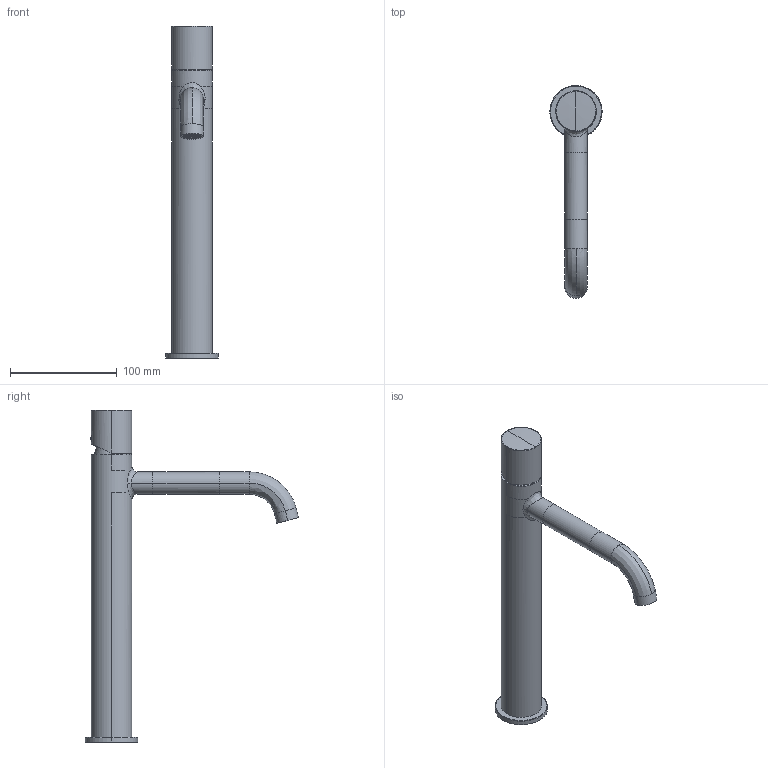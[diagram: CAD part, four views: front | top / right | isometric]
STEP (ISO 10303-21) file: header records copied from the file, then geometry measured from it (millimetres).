
FILE_DESCRIPTION(/* description */ (''),/* implementation_level */ '2;1');
FILE_NAME(/* name */ 'STEP - 164932201_34506',/* time_stamp */ '2025-09-03T10:44:19+10:00',/* author */ (''),/* organization */ (''),/* preprocessor_version */ 'ST-DEVELOPER v16.5',/* originating_system */ 'Rhino 7.37',/* authorisation */ '');
FILE_SCHEMA (('AUTOMOTIVE_DESIGN'));
Length unit declared in the file: millimetre
Products named in the file (14): Document; 164932201; 164932201_ASM; 20606280012612; 20310257990110; 2020304107269; 2050117916018; 1649HANDLE1; 208000910601; 2050553907266; 2050226401055; 2040118399014; 2080023306013; 201336472426
Assembly tree (14 placements, depth 4):
  Document
    164932201
      164932201_ASM
        20606280012612
        20310257990110
        2020304107269
        2050117916018
        1649HANDLE1
        208000910601
        2050553907266
        2050226401055
        2040118399014
        2080023306013  x2
        201336472426
Bounding box: 49 x 199.95 x 311.56 mm (x, y, z)
Volume: 131396.1 mm3; surface area: 116593.2 mm2
Topology: 13 solids, 20 shells, 2213 faces, 6346 edges, 4135 vertices
Faces by surface type: plane 1091, cylinder 911, bspline 211
Entity records: 85412 total; most frequent: CARTESIAN_POINT 41894, ORIENTED_EDGE 12632, EDGE_CURVE 6330, B_SPLINE_CURVE_WITH_KNOTS 5500, VERTEX_POINT 4131, EDGE_LOOP 3117, ADVANCED_FACE 2209, FACE_OUTER_BOUND 2209
